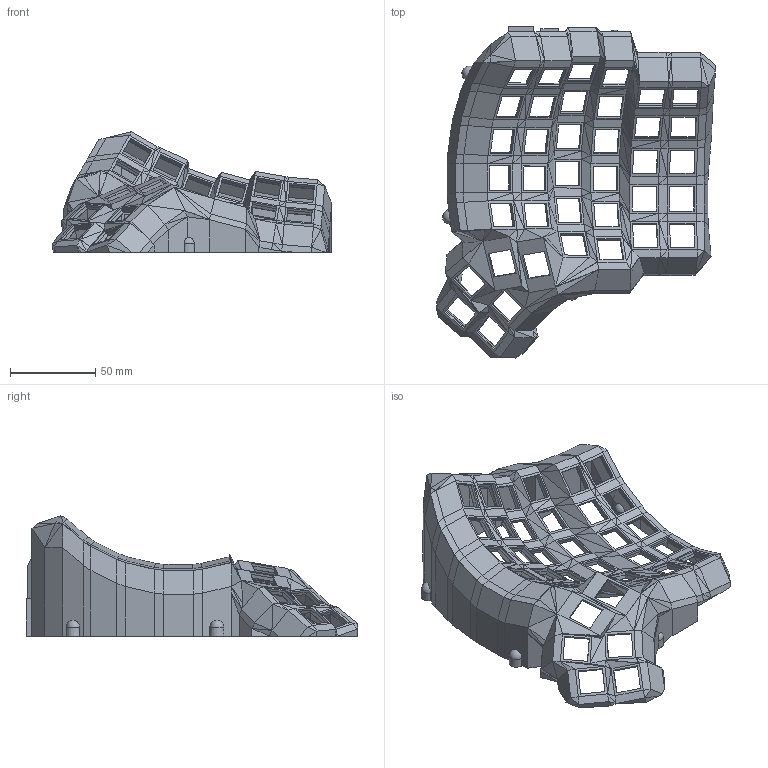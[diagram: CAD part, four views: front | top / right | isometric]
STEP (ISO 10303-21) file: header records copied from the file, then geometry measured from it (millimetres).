
FILE_DESCRIPTION(('Open CASCADE Model'),'2;1');
FILE_NAME('Open CASCADE Shape Model','2021-06-29T22:36:23',('Author'),( 'Open CASCADE'),'Open CASCADE STEP processor 7.4','Open CASCADE 7.4' ,'Unknown');
FILE_SCHEMA(('AUTOMOTIVE_DESIGN { 1 0 10303 214 1 1 1 1 }'));
Products named in the file (1): Open CASCADE STEP translator 7.4 49
Bounding box: 163.84 x 194.7 x 70.79 mm (x, y, z)
Volume: 139023.7 mm3; surface area: 84937.6 mm2
Topology: 1 solids, 1 shells, 1366 faces, 2932 edges, 1569 vertices
Faces by surface type: plane 1341, cone 13, sphere 12
Entity records: 73063 total; most frequent: CARTESIAN_POINT 13766, DIRECTION 10645, LINE 7802, VECTOR 7802, ORIENTED_EDGE 5854, PCURVE 5854, DEFINITIONAL_REPRESENTATION 5854, EDGE_CURVE 2927
